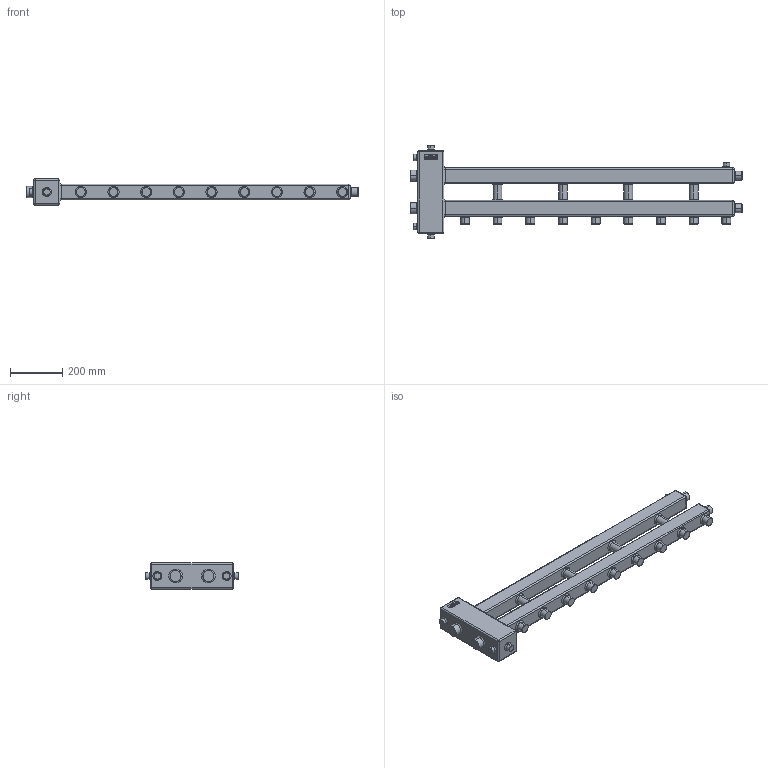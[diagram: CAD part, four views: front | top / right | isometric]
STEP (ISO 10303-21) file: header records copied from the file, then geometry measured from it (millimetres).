
FILE_DESCRIPTION (( 'STEP AP214' ), '1' );
FILE_NAME ('BM-100-5D.10.STEP', '2017-01-28T15:32:50', ( '' ), ( '' ), 'SwSTEP 2.0', 'SolidWorks 2015', '' );
FILE_SCHEMA (( 'AUTOMOTIVE_DESIGN' ));
Length unit declared in the file: millimetre
Products named in the file (1): BM-100-5D.10
Bounding box: 1270 x 357 x 101 mm (x, y, z)
Volume: 11777870.7 mm3; surface area: 719292 mm2
Topology: 1 solids, 1 shells, 754 faces, 1994 edges, 1270 vertices
Faces by surface type: bspline 344, plane 210, cylinder 88, torus 60, cone 36, sphere 16
Entity records: 25402 total; most frequent: CARTESIAN_POINT 8487, ORIENTED_EDGE 3956, DIRECTION 2438, EDGE_CURVE 1978, VERTEX_POINT 1270, VECTOR 956, LINE 956, EDGE_LOOP 806
